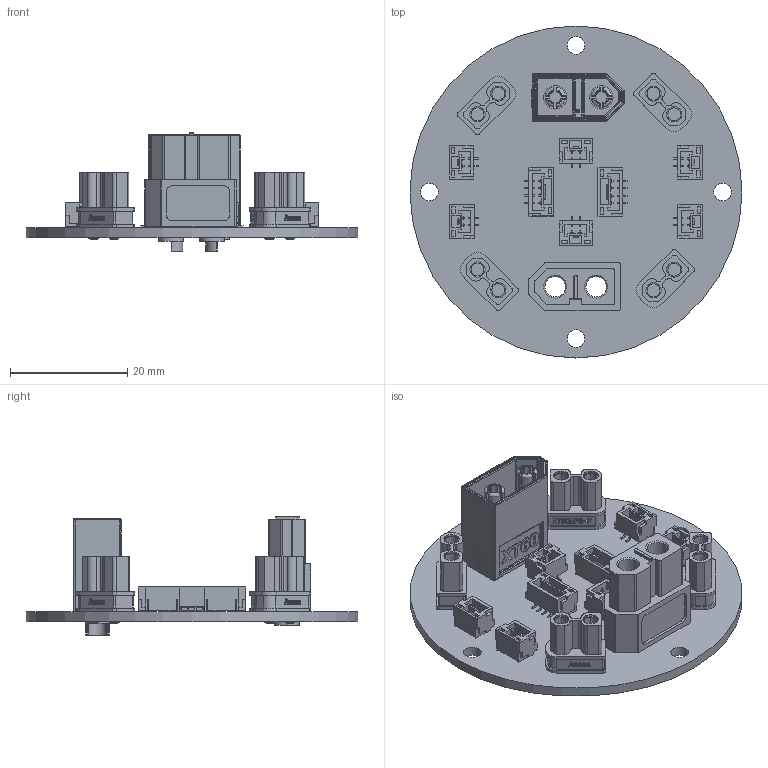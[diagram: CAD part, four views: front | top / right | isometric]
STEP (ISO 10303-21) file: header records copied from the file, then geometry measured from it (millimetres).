
FILE_DESCRIPTION(('Open CASCADE Model'),'2;1');
FILE_NAME('Open CASCADE Shape Model','2021-03-25T13:29:22',('Author'),( 'Open CASCADE'),'Open CASCADE STEP processor 6.8','Open CASCADE 6.8' ,'Unknown');
FILE_SCHEMA(('AUTOMOTIVE_DESIGN { 1 0 10303 214 1 1 1 1 }'));
Length unit declared in the file: millimetre
Products named in the file (26): PCB; Board; Open CASCADE STEP translator 6.8 2.1.1; P15; JST_GH_BM02B-GHS-TBT_1x02-1MP_P1.25mm_Vertical; P14; P12; JST_GH_BM04B-GHS-TBT_1x04-1MP_P1.25mm_Vertical; P6; P9; P8; P10; P7; P11; XT60-M; XT60_蚾饜极.stp; XT60_Connector_Male_Connector.stp; XT60_Connector_Male_Housing.stp; XT60_Connector_Male_Contact.stp; P5; XT30UPB-F; P4; P3; P2; P1; XT60??
Assembly tree (35 placements, depth 6):
  PCB
    Board
      Open CASCADE STEP translator 6.8 2.1.1
    P15
      JST_GH_BM02B-GHS-TBT_1x02-1MP_P1.25mm_Vertical
    P14
      JST_GH_BM02B-GHS-TBT_1x02-1MP_P1.25mm_Vertical
    P12
      JST_GH_BM04B-GHS-TBT_1x04-1MP_P1.25mm_Vertical
    P6
      JST_GH_BM04B-GHS-TBT_1x04-1MP_P1.25mm_Vertical
    P9
      JST_GH_BM02B-GHS-TBT_1x02-1MP_P1.25mm_Vertical
    P8
      JST_GH_BM02B-GHS-TBT_1x02-1MP_P1.25mm_Vertical
    P10
      JST_GH_BM02B-GHS-TBT_1x02-1MP_P1.25mm_Vertical
    P7
      JST_GH_BM02B-GHS-TBT_1x02-1MP_P1.25mm_Vertical
    P11
      XT60-M
        XT60_蚾饜极.stp
          XT60_Connector_Male_Connector.stp
            XT60_Connector_Male_Housing.stp
            XT60_Connector_Male_Contact.stp  x2
    P5
      XT30UPB-F
    P4
      XT30UPB-F
    P3
      XT30UPB-F
    P2
      XT30UPB-F
    P1
      XT60??
Bounding box: 56.6 x 56.6 x 20.35 mm (x, y, z)
Volume: 7919.9 mm3; surface area: 12723.1 mm2
Topology: 17 solids, 17 shells, 2920 faces, 7779 edges, 5060 vertices
Faces by surface type: plane 1973, cylinder 467, bspline 373, sphere 44, torus 35, cone 28
Full cylindrical faces by diameter (mm): 1.8 x8, 3 x4, 4.5 x4, 56.598 x1
Entity records: 44029 total; most frequent: CARTESIAN_POINT 13141, ORIENTED_EDGE 6090, DIRECTION 5248, EDGE_CURVE 3045, LINE 2144, VECTOR 2144, VERTEX_POINT 1962, AXIS2_PLACEMENT_3D 1552
